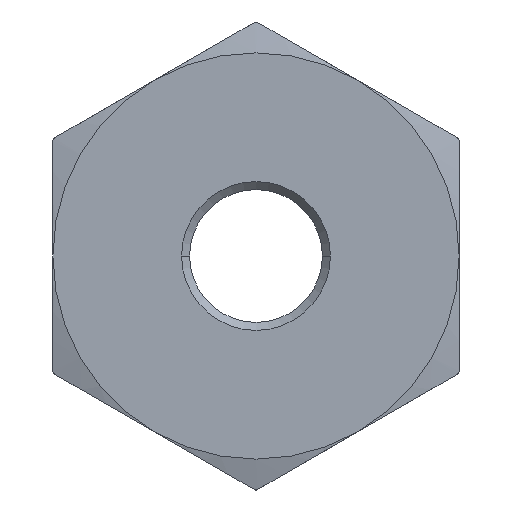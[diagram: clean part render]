
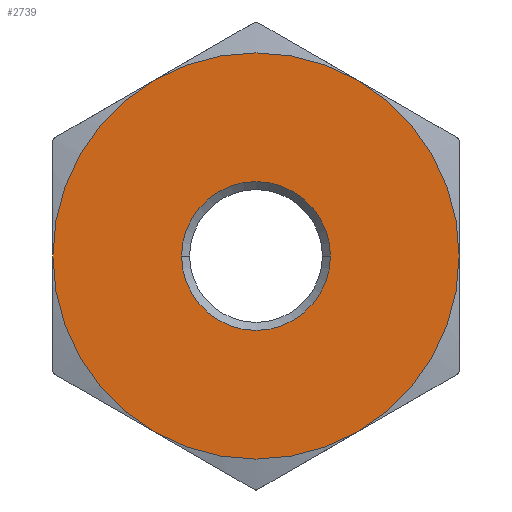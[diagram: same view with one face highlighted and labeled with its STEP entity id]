
A CAD part, front view. The second image highlights one B-rep face of the part: STEP entity #2739.
In plain terms, the highlighted planar face has unit normal (0, -1, 0).
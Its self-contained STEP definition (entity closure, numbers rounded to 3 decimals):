
#385 = CARTESIAN_POINT ( 'NONE',  ( 0., 0., 0. ) ) ;
#584 = AXIS2_PLACEMENT_3D ( 'NONE', #10496, #690, #8399 ) ;
#690 = DIRECTION ( 'NONE',  ( 0., -1., 0. ) ) ;
#880 = DIRECTION ( 'NONE',  ( 0., -1., 0. ) ) ;
#928 = PLANE ( 'NONE',  #5660 ) ;
#1019 = ORIENTED_EDGE ( 'NONE', *, *, #4282, .T. ) ;
#1466 = CIRCLE ( 'NONE', #2247, 6.415 ) ;
#1893 = DIRECTION ( 'NONE',  ( 1., 0., 0. ) ) ;
#2122 = ORIENTED_EDGE ( 'NONE', *, *, #8612, .T. ) ;
#2207 = FACE_OUTER_BOUND ( 'NONE', #9481, .T. ) ;
#2247 = AXIS2_PLACEMENT_3D ( 'NONE', #3037, #880, #4052 ) ;
#2310 = ORIENTED_EDGE ( 'NONE', *, *, #5477, .T. ) ;
#2542 = FACE_BOUND ( 'NONE', #3376, .T. ) ;
#2613 = DIRECTION ( 'NONE',  ( 0., -1., 0. ) ) ;
#2632 = CARTESIAN_POINT ( 'NONE',  ( -8.75, 0., 15.155 ) ) ;
#2653 = CARTESIAN_POINT ( 'NONE',  ( 0., 0., 0. ) ) ;
#2739 = ADVANCED_FACE ( 'NONE', ( #2207, #2542 ), #928, .T. ) ;
#2972 = VERTEX_POINT ( 'NONE', #2632 ) ;
#3037 = CARTESIAN_POINT ( 'NONE',  ( 0., 0., 0. ) ) ;
#3310 = EDGE_CURVE ( 'NONE', #6829, #10647, #6026, .T. ) ;
#3376 = EDGE_LOOP ( 'NONE', ( #3680, #4841 ) ) ;
#3680 = ORIENTED_EDGE ( 'NONE', *, *, #3310, .F. ) ;
#3835 = CARTESIAN_POINT ( 'NONE',  ( 0., 0., 0. ) ) ;
#4052 = DIRECTION ( 'NONE',  ( 1., 0., 0. ) ) ;
#4282 = EDGE_CURVE ( 'NONE', #10003, #2972, #4466, .T. ) ;
#4397 = CIRCLE ( 'NONE', #6693, 17.5 ) ;
#4466 = CIRCLE ( 'NONE', #9824, 17.5 ) ;
#4841 = ORIENTED_EDGE ( 'NONE', *, *, #11478, .F. ) ;
#4935 = CIRCLE ( 'NONE', #13056, 17.5 ) ;
#4980 = VERTEX_POINT ( 'NONE', #12837 ) ;
#5303 = VERTEX_POINT ( 'NONE', #9118 ) ;
#5477 = EDGE_CURVE ( 'NONE', #4980, #6939, #12992, .T. ) ;
#5542 = EDGE_CURVE ( 'NONE', #2972, #9431, #10291, .T. ) ;
#5660 = AXIS2_PLACEMENT_3D ( 'NONE', #10911, #11860, #11812 ) ;
#5729 = DIRECTION ( 'NONE',  ( 1., 0., 0. ) ) ;
#5953 = DIRECTION ( 'NONE',  ( 0., -1., 0. ) ) ;
#5992 = DIRECTION ( 'NONE',  ( 0., -1., 0. ) ) ;
#6024 = CIRCLE ( 'NONE', #584, 17.5 ) ;
#6026 = CIRCLE ( 'NONE', #8778, 6.415 ) ;
#6463 = ORIENTED_EDGE ( 'NONE', *, *, #5542, .T. ) ;
#6693 = AXIS2_PLACEMENT_3D ( 'NONE', #2653, #5992, #8153 ) ;
#6829 = VERTEX_POINT ( 'NONE', #10824 ) ;
#6858 = CARTESIAN_POINT ( 'NONE',  ( 0., 0., 0. ) ) ;
#6877 = CARTESIAN_POINT ( 'NONE',  ( 8.75, 0., 15.155 ) ) ;
#6939 = VERTEX_POINT ( 'NONE', #11820 ) ;
#7557 = CARTESIAN_POINT ( 'NONE',  ( 0., 0., 0. ) ) ;
#7795 = ORIENTED_EDGE ( 'NONE', *, *, #9223, .T. ) ;
#8045 = AXIS2_PLACEMENT_3D ( 'NONE', #6858, #2613, #9092 ) ;
#8153 = DIRECTION ( 'NONE',  ( 1., 0., 0. ) ) ;
#8399 = DIRECTION ( 'NONE',  ( 1., 0., 0. ) ) ;
#8612 = EDGE_CURVE ( 'NONE', #6939, #10003, #4935, .T. ) ;
#8778 = AXIS2_PLACEMENT_3D ( 'NONE', #7557, #12791, #11829 ) ;
#8877 = DIRECTION ( 'NONE',  ( 0., -1., 0. ) ) ;
#9087 = CARTESIAN_POINT ( 'NONE',  ( -6.415, 0., 0. ) ) ;
#9092 = DIRECTION ( 'NONE',  ( 1., 0., 0. ) ) ;
#9118 = CARTESIAN_POINT ( 'NONE',  ( -8.75, 0., -15.155 ) ) ;
#9223 = EDGE_CURVE ( 'NONE', #9431, #5303, #4397, .T. ) ;
#9431 = VERTEX_POINT ( 'NONE', #10724 ) ;
#9481 = EDGE_LOOP ( 'NONE', ( #7795, #10285, #2310, #2122, #1019, #6463 ) ) ;
#9824 = AXIS2_PLACEMENT_3D ( 'NONE', #11680, #12687, #1893 ) ;
#10003 = VERTEX_POINT ( 'NONE', #6877 ) ;
#10285 = ORIENTED_EDGE ( 'NONE', *, *, #10673, .T. ) ;
#10291 = CIRCLE ( 'NONE', #8045, 17.5 ) ;
#10371 = AXIS2_PLACEMENT_3D ( 'NONE', #3835, #5953, #11219 ) ;
#10496 = CARTESIAN_POINT ( 'NONE',  ( 0., 0., 0. ) ) ;
#10647 = VERTEX_POINT ( 'NONE', #9087 ) ;
#10673 = EDGE_CURVE ( 'NONE', #5303, #4980, #6024, .T. ) ;
#10724 = CARTESIAN_POINT ( 'NONE',  ( -17.5, 0., 0. ) ) ;
#10824 = CARTESIAN_POINT ( 'NONE',  ( 6.415, 0., 0. ) ) ;
#10911 = CARTESIAN_POINT ( 'NONE',  ( 0., 0., 0. ) ) ;
#11219 = DIRECTION ( 'NONE',  ( 1., 0., 0. ) ) ;
#11478 = EDGE_CURVE ( 'NONE', #10647, #6829, #1466, .T. ) ;
#11680 = CARTESIAN_POINT ( 'NONE',  ( 0., 0., 0. ) ) ;
#11812 = DIRECTION ( 'NONE',  ( 0., 0., -1. ) ) ;
#11820 = CARTESIAN_POINT ( 'NONE',  ( 17.5, 0., 0. ) ) ;
#11829 = DIRECTION ( 'NONE',  ( 1., 0., 0. ) ) ;
#11860 = DIRECTION ( 'NONE',  ( 0., -1., 0. ) ) ;
#12687 = DIRECTION ( 'NONE',  ( 0., -1., 0. ) ) ;
#12791 = DIRECTION ( 'NONE',  ( 0., -1., 0. ) ) ;
#12837 = CARTESIAN_POINT ( 'NONE',  ( 8.75, 0., -15.155 ) ) ;
#12992 = CIRCLE ( 'NONE', #10371, 17.5 ) ;
#13056 = AXIS2_PLACEMENT_3D ( 'NONE', #385, #8877, #5729 ) ;
